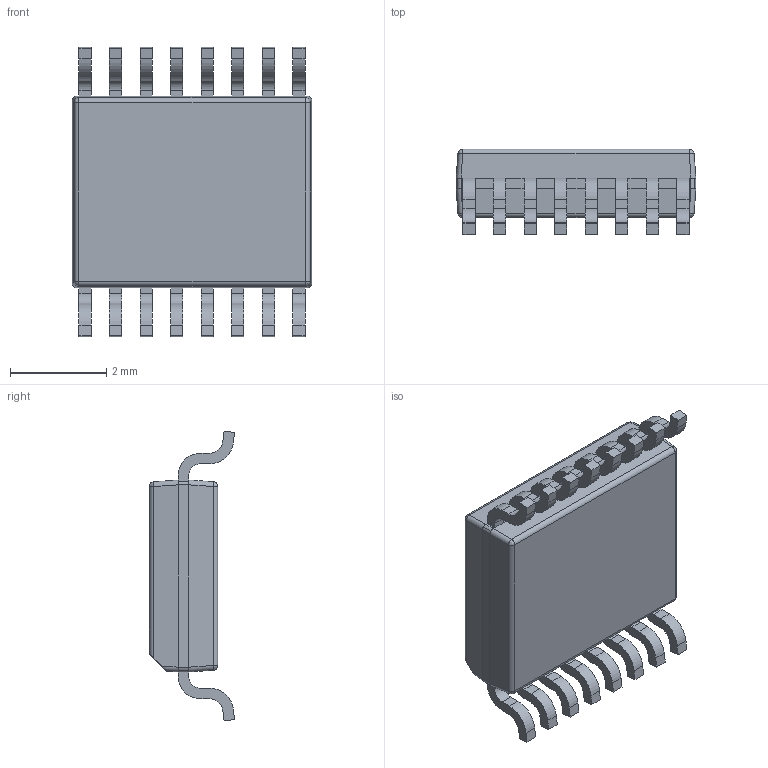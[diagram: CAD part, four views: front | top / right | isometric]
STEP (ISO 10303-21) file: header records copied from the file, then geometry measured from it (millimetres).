
FILE_DESCRIPTION (( 'STEP AP214' ), '1' );
FILE_NAME ('06D89F84-58E8-43B5-80A8-7655C71B99A5.STEP', '2023-09-11T23:27:55', ( '' ), ( '' ), 'SwSTEP 2.0', 'SolidWorks 2022', '' );
FILE_SCHEMA (( 'AUTOMOTIVE_DESIGN' ));
Length unit declared in the file: millimetre
Products named in the file (1): 06D89F84-58E8-43B5-80A8-7655C71B99A5
Bounding box: 4.98 x 1.77 x 6.02 mm (x, y, z)
Volume: 28.9 mm3; surface area: 85.9 mm2
Topology: 1 solids, 1 shells, 270 faces, 706 edges, 437 vertices
Faces by surface type: plane 175, cylinder 79, bspline 16
Entity records: 11382 total; most frequent: CARTESIAN_POINT 1790, ORIENTED_EDGE 1408, DIRECTION 1344, EDGE_CURVE 704, LINE 534, VECTOR 534, VERTEX_POINT 437, AXIS2_PLACEMENT_3D 405
